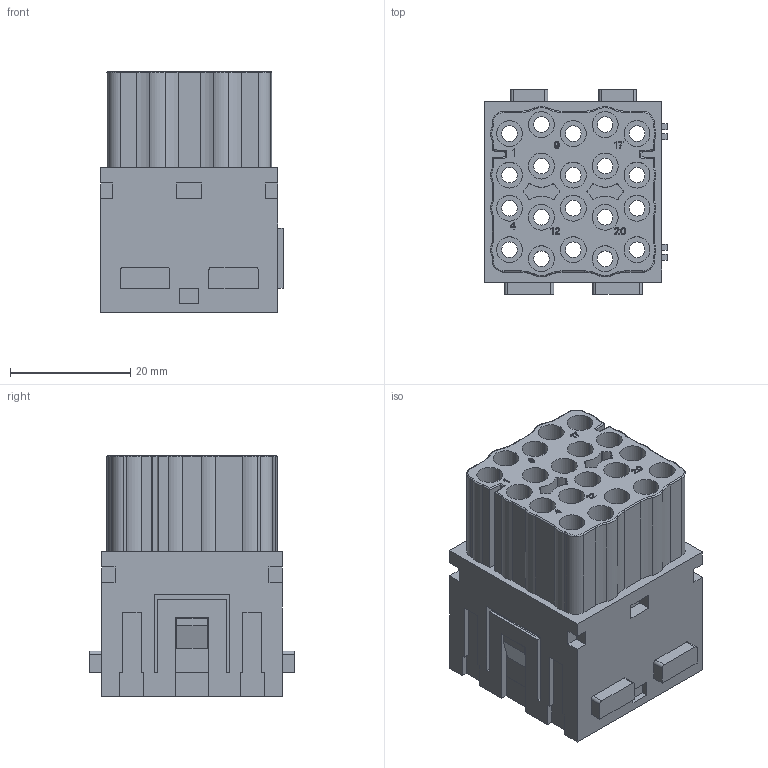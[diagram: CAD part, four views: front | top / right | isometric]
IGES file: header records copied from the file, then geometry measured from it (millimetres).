
Start section: Elysium IGES Interface
Global section: file name: 76H0lndrr03ln4ef6p3888; native system: Creo Elements/Direct Modeling 18.1F  24-Jul-2014; preprocessor: Creo Element/Direct IGES_3D V2.2; author: Unknown; organization: Unknown; date: 20141114.085806; units: millimetre
Bounding box: 30.3 x 34 x 40 mm (x, y, z)
Volume: 16829.5 mm3; surface area: 20678.5 mm2
Topology: 1 solids, 1 shells, 2105 faces, 5933 edges, 3938 vertices
Faces by surface type: bspline 2105
